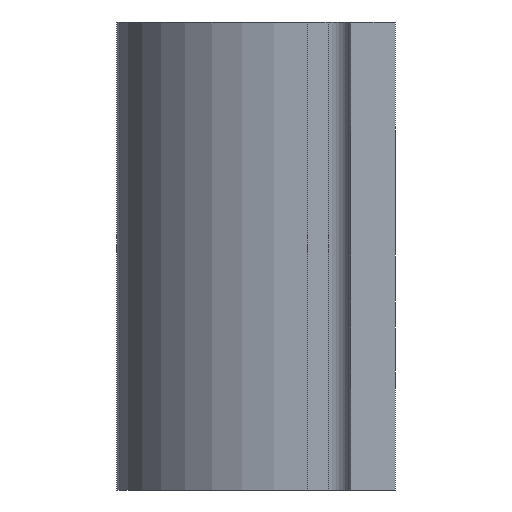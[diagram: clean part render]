
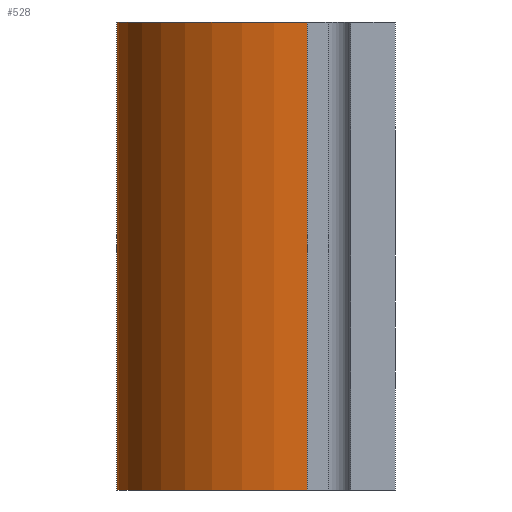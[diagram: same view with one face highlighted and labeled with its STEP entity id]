
A CAD part, left-side view. The second image highlights one B-rep face of the part: STEP entity #528.
In plain terms, the highlighted cylindrical face has radius 5.182 mm (diameter 10.363 mm), a partial arc.
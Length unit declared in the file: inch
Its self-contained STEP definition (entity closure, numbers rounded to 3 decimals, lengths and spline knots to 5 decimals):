
#28 = ORIENTED_EDGE ( 'NONE', *, *, #294, .T. ) ;
#31 = DIRECTION ( 'NONE',  ( 0., 0., -1. ) ) ;
#34 = LINE ( 'NONE', #508, #463 ) ;
#39 = DIRECTION ( 'NONE',  ( 0., 0., -1. ) ) ;
#61 = AXIS2_PLACEMENT_3D ( 'NONE', #174, #520, #138 ) ;
#76 = EDGE_LOOP ( 'NONE', ( #193, #327, #28, #482 ) ) ;
#96 = AXIS2_PLACEMENT_3D ( 'NONE', #243, #548, #280 ) ;
#134 = CARTESIAN_POINT ( 'NONE',  ( 0.954, 0.094, 0.25 ) ) ;
#138 = DIRECTION ( 'NONE',  ( -1., 0., 0. ) ) ;
#141 = CARTESIAN_POINT ( 'NONE',  ( 0.954, 0.094, -0.25 ) ) ;
#159 = CARTESIAN_POINT ( 'NONE',  ( 0.546, 0.094, -0.25 ) ) ;
#174 = CARTESIAN_POINT ( 'NONE',  ( 0.75, 0.094, 0.25 ) ) ;
#193 = ORIENTED_EDGE ( 'NONE', *, *, #356, .F. ) ;
#240 = VECTOR ( 'NONE', #39, 39.37008 ) ;
#243 = CARTESIAN_POINT ( 'NONE',  ( 0.75, 0.094, -0.25 ) ) ;
#270 = CARTESIAN_POINT ( 'NONE',  ( 0.75, 0.094, 0.25 ) ) ;
#280 = DIRECTION ( 'NONE',  ( 1., 0., 0. ) ) ;
#294 = EDGE_CURVE ( 'NONE', #395, #430, #406, .T. ) ;
#311 = VERTEX_POINT ( 'NONE', #159 ) ;
#317 = FACE_OUTER_BOUND ( 'NONE', #76, .T. ) ;
#321 = DIRECTION ( 'NONE',  ( 1., 0., 0. ) ) ;
#327 = ORIENTED_EDGE ( 'NONE', *, *, #402, .F. ) ;
#331 = CARTESIAN_POINT ( 'NONE',  ( 0.546, 0.094, 0.25 ) ) ;
#356 = EDGE_CURVE ( 'NONE', #311, #537, #378, .T. ) ;
#378 = CIRCLE ( 'NONE', #96, 0.204 ) ;
#395 = VERTEX_POINT ( 'NONE', #466 ) ;
#402 = EDGE_CURVE ( 'NONE', #395, #311, #481, .T. ) ;
#406 = CIRCLE ( 'NONE', #487, 0.204 ) ;
#411 = EDGE_CURVE ( 'NONE', #430, #537, #34, .T. ) ;
#430 = VERTEX_POINT ( 'NONE', #134 ) ;
#463 = VECTOR ( 'NONE', #468, 39.37008 ) ;
#466 = CARTESIAN_POINT ( 'NONE',  ( 0.546, 0.094, 0.25 ) ) ;
#468 = DIRECTION ( 'NONE',  ( 0., 0., -1. ) ) ;
#481 = LINE ( 'NONE', #331, #240 ) ;
#482 = ORIENTED_EDGE ( 'NONE', *, *, #411, .T. ) ;
#487 = AXIS2_PLACEMENT_3D ( 'NONE', #270, #31, #321 ) ;
#508 = CARTESIAN_POINT ( 'NONE',  ( 0.954, 0.094, 0.25 ) ) ;
#520 = DIRECTION ( 'NONE',  ( 0., 0., -1. ) ) ;
#528 = ADVANCED_FACE ( 'NONE', ( #317 ), #538, .T. ) ;
#537 = VERTEX_POINT ( 'NONE', #141 ) ;
#538 = CYLINDRICAL_SURFACE ( 'NONE', #61, 0.204 ) ;
#548 = DIRECTION ( 'NONE',  ( 0., 0., -1. ) ) ;
